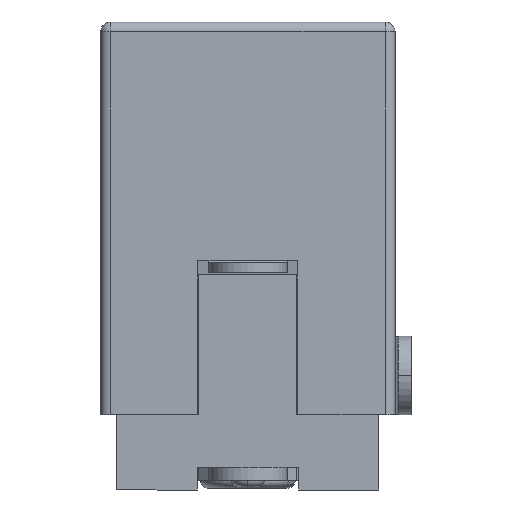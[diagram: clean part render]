
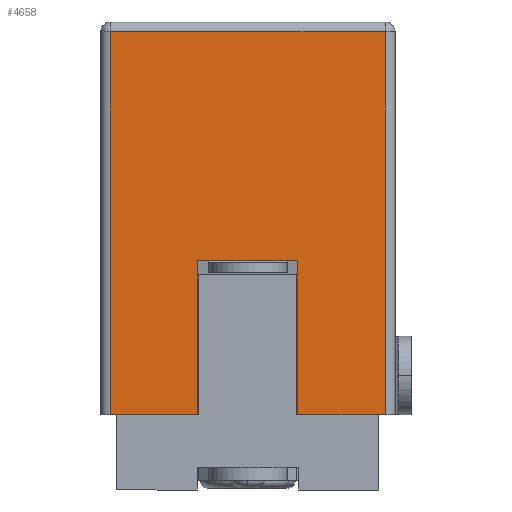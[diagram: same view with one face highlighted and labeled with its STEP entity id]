
A CAD part, front view. The second image highlights one B-rep face of the part: STEP entity #4658.
In plain terms, the highlighted planar face has unit normal (0, -1, 0).
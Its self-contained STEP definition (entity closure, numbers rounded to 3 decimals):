
#30 = ORIENTED_EDGE ( 'NONE', *, *, #3896, .F. ) ;
#147 = DIRECTION ( 'NONE',  ( 1., 0., 0. ) ) ;
#236 = VECTOR ( 'NONE', #1191, 1000. ) ;
#281 = DIRECTION ( 'NONE',  ( 1., 0., 0. ) ) ;
#333 = EDGE_CURVE ( 'NONE', #3385, #3916, #4876, .T. ) ;
#452 = VERTEX_POINT ( 'NONE', #3696 ) ;
#529 = CARTESIAN_POINT ( 'NONE',  ( -4.2, -5.5, 11.7 ) ) ;
#696 = VECTOR ( 'NONE', #281, 1000. ) ;
#817 = VERTEX_POINT ( 'NONE', #4941 ) ;
#897 = VERTEX_POINT ( 'NONE', #4489 ) ;
#917 = VECTOR ( 'NONE', #5680, 1000. ) ;
#1012 = ORIENTED_EDGE ( 'NONE', *, *, #1083, .F. ) ;
#1083 = EDGE_CURVE ( 'NONE', #6910, #817, #5359, .T. ) ;
#1191 = DIRECTION ( 'NONE',  ( -1., 0., 0. ) ) ;
#1418 = CARTESIAN_POINT ( 'NONE',  ( -4.5, -5.5, 0. ) ) ;
#1647 = ORIENTED_EDGE ( 'NONE', *, *, #333, .F. ) ;
#1897 = LINE ( 'NONE', #6203, #917 ) ;
#2033 = CARTESIAN_POINT ( 'NONE',  ( 1.525, -5.5, 12. ) ) ;
#2168 = EDGE_CURVE ( 'NONE', #3916, #6910, #6821, .T. ) ;
#2209 = ORIENTED_EDGE ( 'NONE', *, *, #2168, .F. ) ;
#2320 = VERTEX_POINT ( 'NONE', #529 ) ;
#2373 = ORIENTED_EDGE ( 'NONE', *, *, #6853, .T. ) ;
#2472 = DIRECTION ( 'NONE',  ( -1., 0., 0. ) ) ;
#2697 = PLANE ( 'NONE',  #4581 ) ;
#2732 = DIRECTION ( 'NONE',  ( 0., 1., 0. ) ) ;
#2848 = EDGE_CURVE ( 'NONE', #817, #6512, #4555, .T. ) ;
#3128 = EDGE_CURVE ( 'NONE', #2320, #3385, #5850, .T. ) ;
#3147 = CARTESIAN_POINT ( 'NONE',  ( -4.5, -5.5, 0. ) ) ;
#3346 = CARTESIAN_POINT ( 'NONE',  ( -4.5, -5.5, 12. ) ) ;
#3349 = ORIENTED_EDGE ( 'NONE', *, *, #5648, .F. ) ;
#3385 = VERTEX_POINT ( 'NONE', #4151 ) ;
#3502 = EDGE_LOOP ( 'NONE', ( #5805, #3349, #2373, #30, #4272, #1012, #2209, #1647 ) ) ;
#3636 = DIRECTION ( 'NONE',  ( 0., 0., 1. ) ) ;
#3696 = CARTESIAN_POINT ( 'NONE',  ( -4.2, -5.5, 0. ) ) ;
#3714 = LINE ( 'NONE', #4860, #6446 ) ;
#3781 = DIRECTION ( 'NONE',  ( 0., 0., -1. ) ) ;
#3896 = EDGE_CURVE ( 'NONE', #6512, #897, #3714, .T. ) ;
#3916 = VERTEX_POINT ( 'NONE', #6498 ) ;
#3979 = VECTOR ( 'NONE', #2472, 1000. ) ;
#4151 = CARTESIAN_POINT ( 'NONE',  ( 4.2, -5.5, 11.7 ) ) ;
#4272 = ORIENTED_EDGE ( 'NONE', *, *, #2848, .F. ) ;
#4318 = DIRECTION ( 'NONE',  ( 0., 0., -1. ) ) ;
#4343 = VECTOR ( 'NONE', #3636, 1000. ) ;
#4461 = VECTOR ( 'NONE', #4318, 1000. ) ;
#4489 = CARTESIAN_POINT ( 'NONE',  ( -1.525, -5.5, 0. ) ) ;
#4555 = LINE ( 'NONE', #6663, #236 ) ;
#4581 = AXIS2_PLACEMENT_3D ( 'NONE', #3346, #2732, #4827 ) ;
#4658 = ADVANCED_FACE ( 'NONE', ( #5887 ), #2697, .F. ) ;
#4827 = DIRECTION ( 'NONE',  ( -1., 0., 0. ) ) ;
#4860 = CARTESIAN_POINT ( 'NONE',  ( -1.525, -5.5, 12. ) ) ;
#4876 = LINE ( 'NONE', #6931, #4461 ) ;
#4941 = CARTESIAN_POINT ( 'NONE',  ( 1.525, -5.5, 4.7 ) ) ;
#5161 = CARTESIAN_POINT ( 'NONE',  ( -1.525, -5.5, 4.7 ) ) ;
#5317 = CARTESIAN_POINT ( 'NONE',  ( -4.5, -5.5, 11.7 ) ) ;
#5359 = LINE ( 'NONE', #2033, #4343 ) ;
#5648 = EDGE_CURVE ( 'NONE', #452, #2320, #1897, .T. ) ;
#5680 = DIRECTION ( 'NONE',  ( 0., 0., 1. ) ) ;
#5758 = LINE ( 'NONE', #1418, #696 ) ;
#5805 = ORIENTED_EDGE ( 'NONE', *, *, #3128, .F. ) ;
#5850 = LINE ( 'NONE', #5317, #6682 ) ;
#5887 = FACE_OUTER_BOUND ( 'NONE', #3502, .T. ) ;
#6203 = CARTESIAN_POINT ( 'NONE',  ( -4.2, -5.5, 12. ) ) ;
#6213 = CARTESIAN_POINT ( 'NONE',  ( 1.525, -5.5, 0. ) ) ;
#6446 = VECTOR ( 'NONE', #3781, 1000. ) ;
#6498 = CARTESIAN_POINT ( 'NONE',  ( 4.2, -5.5, 0. ) ) ;
#6512 = VERTEX_POINT ( 'NONE', #5161 ) ;
#6663 = CARTESIAN_POINT ( 'NONE',  ( -4.5, -5.5, 4.7 ) ) ;
#6682 = VECTOR ( 'NONE', #147, 1000. ) ;
#6821 = LINE ( 'NONE', #3147, #3979 ) ;
#6853 = EDGE_CURVE ( 'NONE', #452, #897, #5758, .T. ) ;
#6910 = VERTEX_POINT ( 'NONE', #6213 ) ;
#6931 = CARTESIAN_POINT ( 'NONE',  ( 4.2, -5.5, 12. ) ) ;
